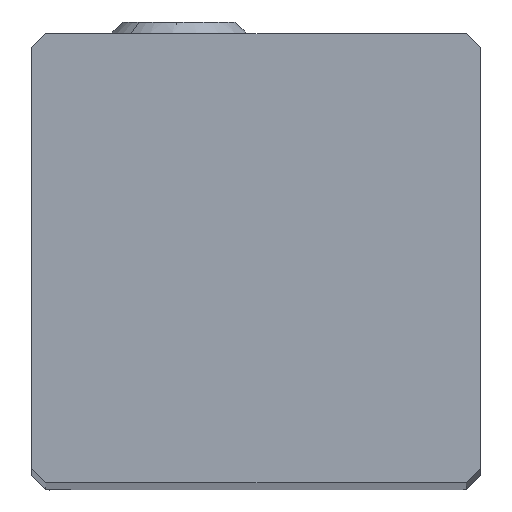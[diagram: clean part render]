
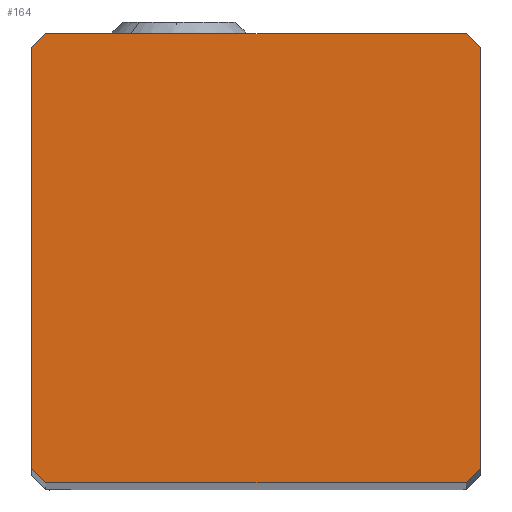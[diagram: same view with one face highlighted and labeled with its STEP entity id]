
A CAD part, top view. The second image highlights one B-rep face of the part: STEP entity #164.
In plain terms, the highlighted planar face has unit normal (0, 0, 1).
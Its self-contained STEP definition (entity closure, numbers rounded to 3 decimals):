
#109=FACE_OUTER_BOUND('',#252,.T.);
#164=ADVANCED_FACE('',(#109),#218,.T.);
#218=PLANE('',#1163);
#252=EDGE_LOOP('',(#433,#434,#435,#436,#437,#438,#439,#440));
#433=ORIENTED_EDGE('',*,*,#802,.F.);
#434=ORIENTED_EDGE('',*,*,#803,.T.);
#435=ORIENTED_EDGE('',*,*,#749,.F.);
#436=ORIENTED_EDGE('',*,*,#745,.F.);
#437=ORIENTED_EDGE('',*,*,#804,.F.);
#438=ORIENTED_EDGE('',*,*,#805,.T.);
#439=ORIENTED_EDGE('',*,*,#806,.F.);
#440=ORIENTED_EDGE('',*,*,#801,.F.);
#645=VERTEX_POINT('',#1578);
#646=VERTEX_POINT('',#1580);
#649=VERTEX_POINT('',#1588);
#685=VERTEX_POINT('',#1690);
#686=VERTEX_POINT('',#1692);
#687=VERTEX_POINT('',#1696);
#688=VERTEX_POINT('',#1699);
#689=VERTEX_POINT('',#1701);
#745=EDGE_CURVE('',#645,#646,#895,.T.);
#749=EDGE_CURVE('',#646,#649,#897,.T.);
#801=EDGE_CURVE('',#686,#685,#938,.T.);
#802=EDGE_CURVE('',#687,#686,#939,.T.);
#803=EDGE_CURVE('',#687,#649,#940,.T.);
#804=EDGE_CURVE('',#688,#645,#941,.T.);
#805=EDGE_CURVE('',#688,#689,#942,.T.);
#806=EDGE_CURVE('',#685,#689,#943,.T.);
#895=LINE('',#1579,#981);
#897=LINE('',#1587,#983);
#938=LINE('',#1693,#1024);
#939=LINE('',#1695,#1025);
#940=LINE('',#1697,#1026);
#941=LINE('',#1698,#1027);
#942=LINE('',#1700,#1028);
#943=LINE('',#1702,#1029);
#981=VECTOR('',#1267,1.);
#983=VECTOR('',#1275,1.);
#1024=VECTOR('',#1362,1.);
#1025=VECTOR('',#1365,1.);
#1026=VECTOR('',#1366,1.);
#1027=VECTOR('',#1367,1.);
#1028=VECTOR('',#1368,1.);
#1029=VECTOR('',#1369,1.);
#1163=AXIS2_PLACEMENT_3D('',#1703,#1370,#1371);
#1267=DIRECTION('',(-1.,0.,0.));
#1275=DIRECTION('',(-0.707,0.707,0.));
#1362=DIRECTION('',(1.,0.,0.));
#1365=DIRECTION('',(0.707,0.707,0.));
#1366=DIRECTION('',(0.,-1.,0.));
#1367=DIRECTION('',(-0.707,-0.707,0.));
#1368=DIRECTION('',(0.,1.,0.));
#1369=DIRECTION('',(0.707,-0.707,0.));
#1370=DIRECTION('',(0.,0.,1.));
#1371=DIRECTION('',(-1.,0.,0.));
#1578=CARTESIAN_POINT('',(-0.5,0.,0.));
#1579=CARTESIAN_POINT('',(-0.5,0.,0.));
#1580=CARTESIAN_POINT('',(-15.38,0.,0.));
#1587=CARTESIAN_POINT('',(-15.38,0.,0.));
#1588=CARTESIAN_POINT('',(-15.88,0.5,0.));
#1690=CARTESIAN_POINT('',(-0.5,15.88,0.));
#1692=CARTESIAN_POINT('',(-15.38,15.88,0.));
#1693=CARTESIAN_POINT('',(-15.38,15.88,0.));
#1695=CARTESIAN_POINT('',(-15.88,15.38,0.));
#1696=CARTESIAN_POINT('',(-15.88,15.38,0.));
#1697=CARTESIAN_POINT('',(-15.88,15.38,0.));
#1698=CARTESIAN_POINT('',(0.,0.5,0.));
#1699=CARTESIAN_POINT('',(0.,0.5,0.));
#1700=CARTESIAN_POINT('',(0.,0.5,0.));
#1701=CARTESIAN_POINT('',(0.,15.38,0.));
#1702=CARTESIAN_POINT('',(-0.5,15.88,0.));
#1703=CARTESIAN_POINT('',(-7.94,7.94,0.));
